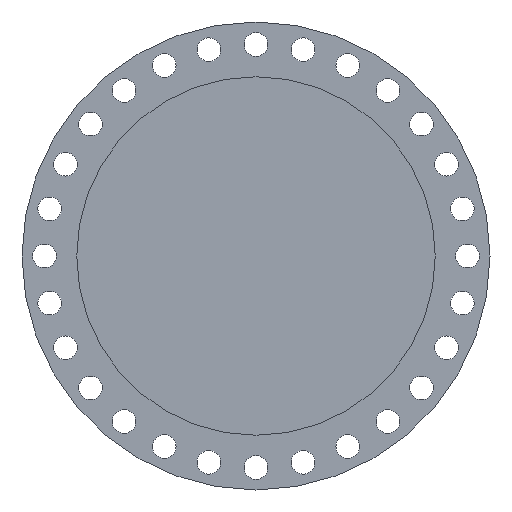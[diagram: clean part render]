
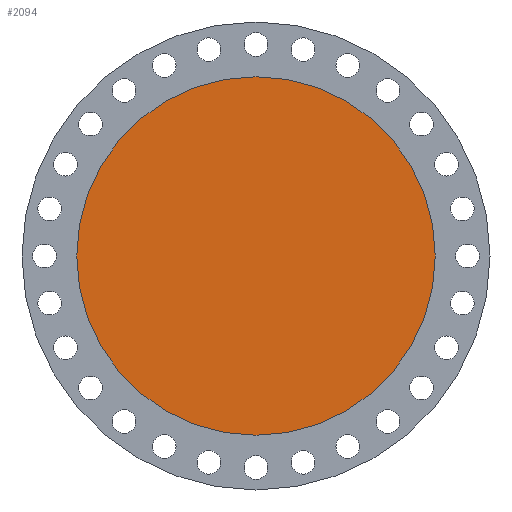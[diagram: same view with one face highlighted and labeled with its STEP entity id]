
A CAD part, left-side view. The second image highlights one B-rep face of the part: STEP entity #2094.
In plain terms, the highlighted planar face has unit normal (-1, 0, 0).
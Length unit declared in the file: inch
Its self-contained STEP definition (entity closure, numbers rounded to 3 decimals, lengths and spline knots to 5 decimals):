
#55 = CARTESIAN_POINT ( 'NONE',  ( 0., 0., 18. ) ) ;
#164 = CARTESIAN_POINT ( 'NONE',  ( 0., 0., 0. ) ) ;
#309 = ORIENTED_EDGE ( 'NONE', *, *, #1899, .T. ) ;
#633 = DIRECTION ( 'NONE',  ( 0., 0., 1. ) ) ;
#697 = DIRECTION ( 'NONE',  ( -1., 0., 0. ) ) ;
#780 = CIRCLE ( 'NONE', #819, 18. ) ;
#819 = AXIS2_PLACEMENT_3D ( 'NONE', #2081, #2065, #633 ) ;
#1002 = VERTEX_POINT ( 'NONE', #2174 ) ;
#1090 = CIRCLE ( 'NONE', #1728, 18. ) ;
#1095 = CARTESIAN_POINT ( 'NONE',  ( 0., 0., 0. ) ) ;
#1294 = ORIENTED_EDGE ( 'NONE', *, *, #1418, .T. ) ;
#1406 = DIRECTION ( 'NONE',  ( -1., 0., 0. ) ) ;
#1412 = AXIS2_PLACEMENT_3D ( 'NONE', #1095, #697, #1810 ) ;
#1418 = EDGE_CURVE ( 'NONE', #1002, #2127, #1090, .T. ) ;
#1728 = AXIS2_PLACEMENT_3D ( 'NONE', #164, #1406, #1791 ) ;
#1761 = PLANE ( 'NONE',  #1412 ) ;
#1791 = DIRECTION ( 'NONE',  ( 0., 0., 1. ) ) ;
#1810 = DIRECTION ( 'NONE',  ( 0., 0., 1. ) ) ;
#1899 = EDGE_CURVE ( 'NONE', #2127, #1002, #780, .T. ) ;
#1989 = EDGE_LOOP ( 'NONE', ( #309, #1294 ) ) ;
#1990 = FACE_OUTER_BOUND ( 'NONE', #1989, .T. ) ;
#2065 = DIRECTION ( 'NONE',  ( -1., 0., 0. ) ) ;
#2081 = CARTESIAN_POINT ( 'NONE',  ( 0., 0., 0. ) ) ;
#2094 = ADVANCED_FACE ( 'NONE', ( #1990 ), #1761, .T. ) ;
#2127 = VERTEX_POINT ( 'NONE', #55 ) ;
#2174 = CARTESIAN_POINT ( 'NONE',  ( 0., 0., -18. ) ) ;
